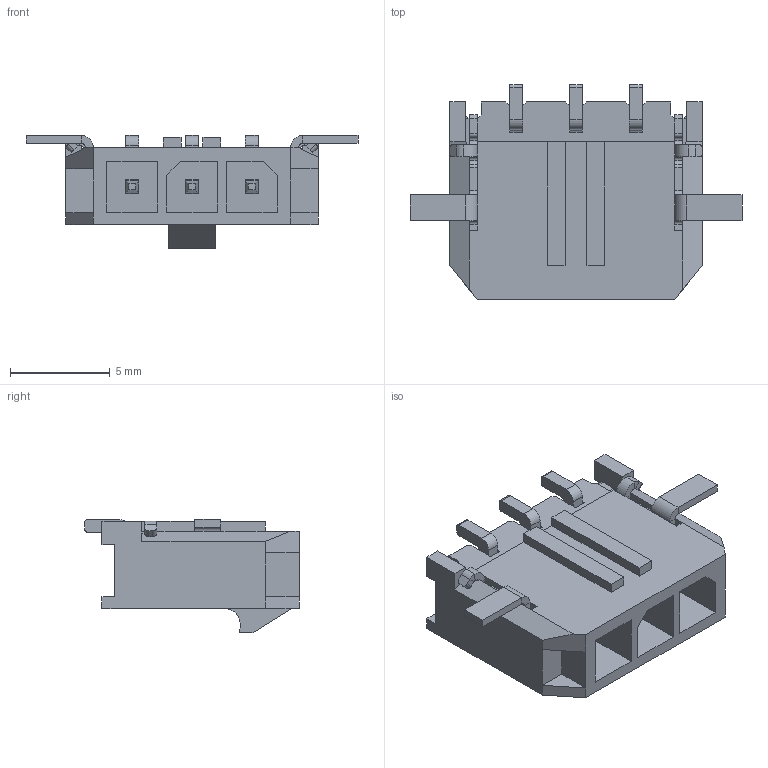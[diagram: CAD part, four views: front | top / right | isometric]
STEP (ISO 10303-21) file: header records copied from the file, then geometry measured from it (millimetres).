
FILE_DESCRIPTION( ('This file contains a STEP AP42 implementation' ,'as created by ZW3D STEP Interface translator.') ,'2;1' );
FILE_NAME( 'WF3001-1WZXXB03.stp' ,'23 5 8.1723 6', (''), ('ZWCAD Software Co.'), 'Version 1.0', 'ZW3D to STEP translator', '' );
FILE_SCHEMA(('AUTOMOTIVE_DESIGN { 1 0 10303 214 1 1 1 1 }'));
Length unit declared in the file: millimetre
Products named in the file (2): 0; WF3001-1WZXXB03
Bounding box: 16.65 x 10.77 x 5.67 mm (x, y, z)
Volume: 323.1 mm3; surface area: 827.5 mm2
Topology: 1 solids, 25 shells, 570 faces, 1411 edges, 888 vertices
Faces by surface type: plane 461, cylinder 109
Entity records: 17144 total; most frequent: CARTESIAN_POINT 2870, ORIENTED_EDGE 2826, DIRECTION 2793, EDGE_CURVE 1411, VECTOR 1171, LINE 1171, VERTEX_POINT 888, AXIS2_PLACEMENT_3D 811
